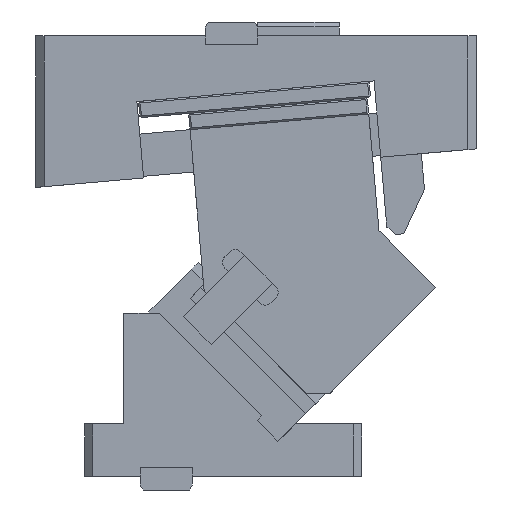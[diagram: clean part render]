
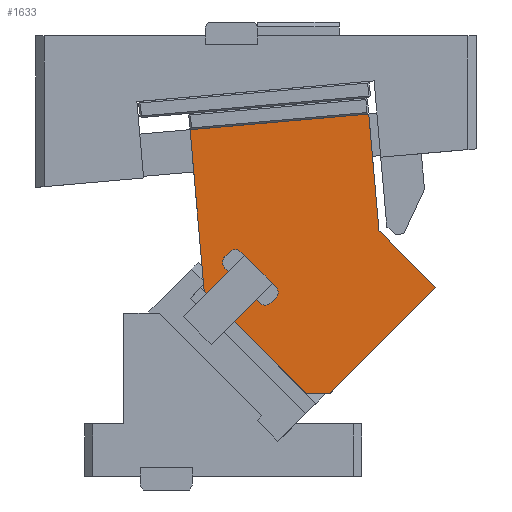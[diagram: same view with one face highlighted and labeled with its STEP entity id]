
A CAD part, front view. The second image highlights one B-rep face of the part: STEP entity #1633.
In plain terms, the highlighted planar face has unit normal (0, -1, 0).
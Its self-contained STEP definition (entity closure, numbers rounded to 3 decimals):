
#781=CARTESIAN_POINT('Vertex',(215.338,0.,115.51)) ;
#784=CARTESIAN_POINT('Line Origine',(182.811,0.,82.983)) ;
#788=CARTESIAN_POINT('Vertex',(150.284,0.,50.456)) ;
#814=CARTESIAN_POINT('Line Origine',(143.213,0.,50.456)) ;
#818=CARTESIAN_POINT('Vertex',(136.142,0.,50.456)) ;
#999=CARTESIAN_POINT('Vertex',(73.242,0.,113.356)) ;
#1002=CARTESIAN_POINT('Line Origine',(68.907,0.,162.906)) ;
#1006=CARTESIAN_POINT('Vertex',(64.572,0.,212.457)) ;
#1035=CARTESIAN_POINT('Vertex',(91.594,0.,95.004)) ;
#1051=CARTESIAN_POINT('Vertex',(74.624,0.,111.974)) ;
#1054=CARTESIAN_POINT('Line Origine',(73.933,0.,112.665)) ;
#1059=CARTESIAN_POINT('Line Origine',(113.868,0.,72.73)) ;
#1191=CARTESIAN_POINT('Vertex',(97.958,0.,135.309)) ;
#1219=CARTESIAN_POINT('Vertex',(88.059,0.,125.409)) ;
#1222=CARTESIAN_POINT('Line Origine',(81.341,0.,118.692)) ;
#1253=CARTESIAN_POINT('Vertex',(105.029,0.,108.439)) ;
#1256=CARTESIAN_POINT('Line Origine',(106.09,0.,107.378)) ;
#1260=CARTESIAN_POINT('Vertex',(107.151,0.,106.317)) ;
#1281=CARTESIAN_POINT('Vertex',(85.938,0.,127.53)) ;
#1284=CARTESIAN_POINT('Line Origine',(86.998,0.,126.47)) ;
#1354=CARTESIAN_POINT('Vertex',(117.05,0.,116.217)) ;
#1357=CARTESIAN_POINT('Line Origine',(115.99,0.,117.277)) ;
#1361=CARTESIAN_POINT('Vertex',(114.929,0.,118.338)) ;
#1369=CARTESIAN_POINT('Line Origine',(96.898,0.,136.369)) ;
#1373=CARTESIAN_POINT('Vertex',(95.837,0.,137.43)) ;
#1408=CARTESIAN_POINT('Vertex',(117.05,0.,109.146)) ;
#1413=CARTESIAN_POINT('Axis2P3D Location',(113.515,0.,112.681)) ;
#1439=CARTESIAN_POINT('Vertex',(114.222,0.,106.317)) ;
#1444=CARTESIAN_POINT('Line Origine',(115.636,0.,107.731)) ;
#1466=CARTESIAN_POINT('Axis2P3D Location',(110.686,0.,109.853)) ;
#1536=CARTESIAN_POINT('Axis2P3D Location',(92.302,0.,133.894)) ;
#1540=CARTESIAN_POINT('Vertex',(88.766,0.,137.43)) ;
#1555=CARTESIAN_POINT('Axis2P3D Location',(176.479,0.,81.115)) ;
#1560=CARTESIAN_POINT('Line Origine',(106.444,0.,126.823)) ;
#1565=CARTESIAN_POINT('Line Origine',(98.312,0.,101.721)) ;
#1570=CARTESIAN_POINT('Line Origine',(197.878,0.,132.969)) ;
#1574=CARTESIAN_POINT('Vertex',(180.419,0.,150.429)) ;
#1577=CARTESIAN_POINT('Line Origine',(177.286,0.,186.237)) ;
#1581=CARTESIAN_POINT('Vertex',(174.153,0.,222.044)) ;
#1584=CARTESIAN_POINT('Line Origine',(119.362,0.,217.251)) ;
#1590=CARTESIAN_POINT('Control Point',(85.938,0.,127.53)) ;
#1591=CARTESIAN_POINT('Control Point',(85.55,0.,127.918)) ;
#1592=CARTESIAN_POINT('Control Point',(85.216,0.,128.358)) ;
#1593=CARTESIAN_POINT('Control Point',(84.944,0.,128.842)) ;
#1594=CARTESIAN_POINT('Control Point',(84.541,0.,129.871)) ;
#1595=CARTESIAN_POINT('Control Point',(84.429,0.,130.971)) ;
#1596=CARTESIAN_POINT('Control Point',(84.449,0.,131.525)) ;
#1597=CARTESIAN_POINT('Control Point',(84.627,0.,132.542)) ;
#1598=CARTESIAN_POINT('Control Point',(85.055,0.,133.48)) ;
#1599=CARTESIAN_POINT('Control Point',(85.305,0.,133.889)) ;
#1600=CARTESIAN_POINT('Control Point',(85.601,0.,134.265)) ;
#1601=CARTESIAN_POINT('Control Point',(85.938,0.,134.602)) ;
#1602=CARTESIAN_POINT('Vertex',(85.938,0.,134.602)) ;
#1605=CARTESIAN_POINT('Line Origine',(87.352,0.,136.016)) ;
#785=DIRECTION('Vector Direction',(0.707,0.,0.707)) ;
#815=DIRECTION('Vector Direction',(-1.,0.,0.)) ;
#1003=DIRECTION('Vector Direction',(-0.087,0.,0.996)) ;
#1055=DIRECTION('Vector Direction',(-0.707,0.,0.707)) ;
#1060=DIRECTION('Vector Direction',(-0.707,0.,0.707)) ;
#1223=DIRECTION('Vector Direction',(0.707,0.,0.707)) ;
#1257=DIRECTION('Vector Direction',(-0.707,0.,0.707)) ;
#1285=DIRECTION('Vector Direction',(-0.707,0.,0.707)) ;
#1358=DIRECTION('Vector Direction',(0.707,0.,-0.707)) ;
#1370=DIRECTION('Vector Direction',(0.707,0.,-0.707)) ;
#1414=DIRECTION('Axis2P3D Direction',(0.,-1.,0.)) ;
#1445=DIRECTION('Vector Direction',(0.707,0.,0.707)) ;
#1467=DIRECTION('Axis2P3D Direction',(0.,-1.,0.)) ;
#1537=DIRECTION('Axis2P3D Direction',(0.,-1.,0.)) ;
#1556=DIRECTION('Axis2P3D Direction',(0.,1.,0.)) ;
#1557=DIRECTION('Axis2P3D XDirection',(-0.707,0.,0.707)) ;
#1561=DIRECTION('Vector Direction',(0.707,0.,-0.707)) ;
#1566=DIRECTION('Vector Direction',(-0.707,0.,-0.707)) ;
#1571=DIRECTION('Vector Direction',(0.707,0.,-0.707)) ;
#1578=DIRECTION('Vector Direction',(0.087,0.,-0.996)) ;
#1585=DIRECTION('Vector Direction',(-0.996,0.,-0.087)) ;
#1606=DIRECTION('Vector Direction',(-0.707,0.,-0.707)) ;
#1415=AXIS2_PLACEMENT_3D('Circle Axis2P3D',#1413,#1414,$) ;
#1468=AXIS2_PLACEMENT_3D('Circle Axis2P3D',#1466,#1467,$) ;
#1538=AXIS2_PLACEMENT_3D('Circle Axis2P3D',#1536,#1537,$) ;
#1558=AXIS2_PLACEMENT_3D('Plane Axis2P3D',#1555,#1556,#1557) ;
#1611=ORIENTED_EDGE('',*,*,#1564,.T.) ;
#1612=ORIENTED_EDGE('',*,*,#1363,.T.) ;
#1613=ORIENTED_EDGE('',*,*,#1417,.F.) ;
#1614=ORIENTED_EDGE('',*,*,#1448,.F.) ;
#1615=ORIENTED_EDGE('',*,*,#1470,.F.) ;
#1616=ORIENTED_EDGE('',*,*,#1262,.F.) ;
#1617=ORIENTED_EDGE('',*,*,#1569,.T.) ;
#1618=ORIENTED_EDGE('',*,*,#1063,.F.) ;
#1619=ORIENTED_EDGE('',*,*,#820,.F.) ;
#1620=ORIENTED_EDGE('',*,*,#790,.T.) ;
#1621=ORIENTED_EDGE('',*,*,#1576,.F.) ;
#1622=ORIENTED_EDGE('',*,*,#1583,.F.) ;
#1623=ORIENTED_EDGE('',*,*,#1588,.T.) ;
#1624=ORIENTED_EDGE('',*,*,#1008,.F.) ;
#1625=ORIENTED_EDGE('',*,*,#1058,.F.) ;
#1626=ORIENTED_EDGE('',*,*,#1226,.T.) ;
#1627=ORIENTED_EDGE('',*,*,#1288,.F.) ;
#1628=ORIENTED_EDGE('',*,*,#1604,.F.) ;
#1629=ORIENTED_EDGE('',*,*,#1609,.F.) ;
#1630=ORIENTED_EDGE('',*,*,#1542,.F.) ;
#1631=ORIENTED_EDGE('',*,*,#1375,.T.) ;
#786=VECTOR('Line Direction',#785,1.) ;
#816=VECTOR('Line Direction',#815,1.) ;
#1004=VECTOR('Line Direction',#1003,1.) ;
#1056=VECTOR('Line Direction',#1055,1.) ;
#1061=VECTOR('Line Direction',#1060,1.) ;
#1224=VECTOR('Line Direction',#1223,1.) ;
#1258=VECTOR('Line Direction',#1257,1.) ;
#1286=VECTOR('Line Direction',#1285,1.) ;
#1359=VECTOR('Line Direction',#1358,1.) ;
#1371=VECTOR('Line Direction',#1370,1.) ;
#1446=VECTOR('Line Direction',#1445,1.) ;
#1562=VECTOR('Line Direction',#1561,1.) ;
#1567=VECTOR('Line Direction',#1566,1.) ;
#1572=VECTOR('Line Direction',#1571,1.) ;
#1579=VECTOR('Line Direction',#1578,1.) ;
#1586=VECTOR('Line Direction',#1585,1.) ;
#1607=VECTOR('Line Direction',#1606,1.) ;
#1633=ADVANCED_FACE('CAM SLIDER',(#1632),#1559,.F.) ;
#1589=B_SPLINE_CURVE_WITH_KNOTS('',5,(#1590,#1591,#1592,#1593,#1594,#1595,#1596,#1597,#1598,#1599,#1600,#1601),.UNSPECIFIED.,.F.,.U.,(6,3,3,6),(0.,3.873,7.746,11.107),.UNSPECIFIED.) ;
#1416=CIRCLE('generated circle',#1415,5.) ;
#1469=CIRCLE('generated circle',#1468,5.) ;
#1539=CIRCLE('generated circle',#1538,5.) ;
#790=EDGE_CURVE('',#789,#782,#787,.T.) ;
#820=EDGE_CURVE('',#789,#819,#817,.T.) ;
#1008=EDGE_CURVE('',#1000,#1007,#1005,.T.) ;
#1058=EDGE_CURVE('',#1052,#1000,#1057,.T.) ;
#1063=EDGE_CURVE('',#819,#1036,#1062,.T.) ;
#1226=EDGE_CURVE('',#1052,#1220,#1225,.T.) ;
#1262=EDGE_CURVE('',#1254,#1261,#1259,.F.) ;
#1288=EDGE_CURVE('',#1282,#1220,#1287,.F.) ;
#1363=EDGE_CURVE('',#1362,#1355,#1360,.T.) ;
#1375=EDGE_CURVE('',#1374,#1192,#1372,.T.) ;
#1417=EDGE_CURVE('',#1409,#1355,#1416,.T.) ;
#1448=EDGE_CURVE('',#1440,#1409,#1447,.T.) ;
#1470=EDGE_CURVE('',#1261,#1440,#1469,.T.) ;
#1542=EDGE_CURVE('',#1374,#1541,#1539,.T.) ;
#1564=EDGE_CURVE('',#1192,#1362,#1563,.T.) ;
#1569=EDGE_CURVE('',#1254,#1036,#1568,.T.) ;
#1576=EDGE_CURVE('',#1575,#782,#1573,.T.) ;
#1583=EDGE_CURVE('',#1582,#1575,#1580,.T.) ;
#1588=EDGE_CURVE('',#1582,#1007,#1587,.T.) ;
#1604=EDGE_CURVE('',#1603,#1282,#1589,.F.) ;
#1609=EDGE_CURVE('',#1541,#1603,#1608,.T.) ;
#1610=EDGE_LOOP('',(#1611,#1612,#1613,#1614,#1615,#1616,#1617,#1618,#1619,#1620,#1621,#1622,#1623,#1624,#1625,#1626,#1627,#1628,#1629,#1630,#1631)) ;
#1632=FACE_OUTER_BOUND('',#1610,.T.) ;
#787=LINE('Line',#784,#786) ;
#817=LINE('Line',#814,#816) ;
#1005=LINE('Line',#1002,#1004) ;
#1057=LINE('Line',#1054,#1056) ;
#1062=LINE('Line',#1059,#1061) ;
#1225=LINE('Line',#1222,#1224) ;
#1259=LINE('Line',#1256,#1258) ;
#1287=LINE('Line',#1284,#1286) ;
#1360=LINE('Line',#1357,#1359) ;
#1372=LINE('Line',#1369,#1371) ;
#1447=LINE('Line',#1444,#1446) ;
#1563=LINE('Line',#1560,#1562) ;
#1568=LINE('Line',#1565,#1567) ;
#1573=LINE('Line',#1570,#1572) ;
#1580=LINE('Line',#1577,#1579) ;
#1587=LINE('Line',#1584,#1586) ;
#1608=LINE('Line',#1605,#1607) ;
#1559=PLANE('Plane',#1558) ;
#782=VERTEX_POINT('',#781) ;
#789=VERTEX_POINT('',#788) ;
#819=VERTEX_POINT('',#818) ;
#1000=VERTEX_POINT('',#999) ;
#1007=VERTEX_POINT('',#1006) ;
#1036=VERTEX_POINT('',#1035) ;
#1052=VERTEX_POINT('',#1051) ;
#1192=VERTEX_POINT('',#1191) ;
#1220=VERTEX_POINT('',#1219) ;
#1254=VERTEX_POINT('',#1253) ;
#1261=VERTEX_POINT('',#1260) ;
#1282=VERTEX_POINT('',#1281) ;
#1355=VERTEX_POINT('',#1354) ;
#1362=VERTEX_POINT('',#1361) ;
#1374=VERTEX_POINT('',#1373) ;
#1409=VERTEX_POINT('',#1408) ;
#1440=VERTEX_POINT('',#1439) ;
#1541=VERTEX_POINT('',#1540) ;
#1575=VERTEX_POINT('',#1574) ;
#1582=VERTEX_POINT('',#1581) ;
#1603=VERTEX_POINT('',#1602) ;
